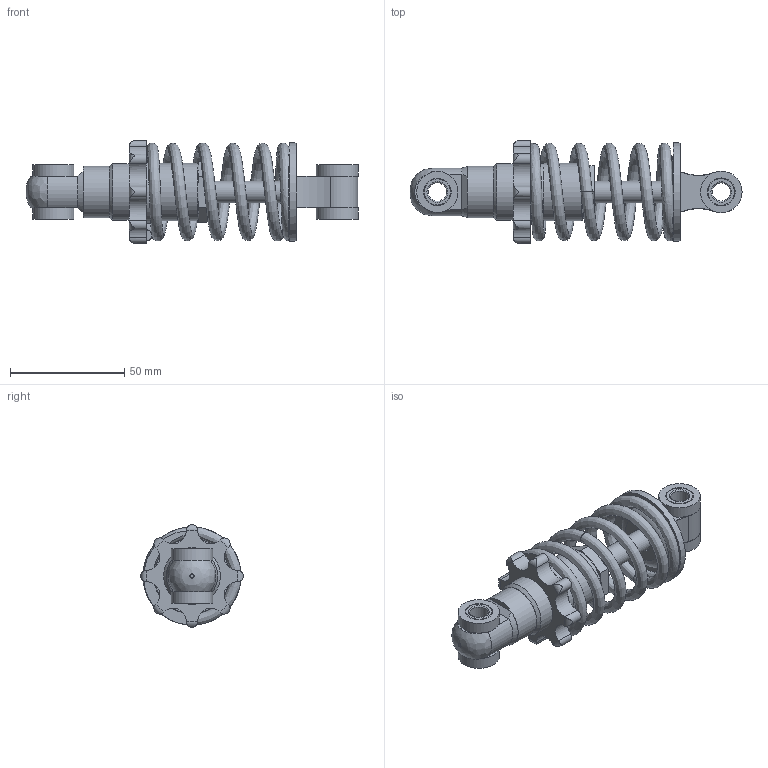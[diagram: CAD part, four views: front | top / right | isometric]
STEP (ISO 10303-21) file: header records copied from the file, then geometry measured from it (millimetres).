
FILE_DESCRIPTION(/* description */ (''),/* implementation_level */ '2;1');
FILE_NAME(/* name */ '125 mm Bike Rear Shock Absorber.step',/* time_stamp */ '2023-04-03T19:50:59-05:00',/* author */ (''),/* organization */ (''),/* preprocessor_version */ 'ST-DEVELOPER v19.2',/* originating_system */ 'Autodesk Translation Framework v11.17.0.187',/* authorisation */ '');
FILE_SCHEMA (('AUTOMOTIVE_DESIGN { 1 0 10303 214 3 1 1 }'));
Length unit declared in the file: millimetre
Products named in the file (10): 125 mm Bike Rear Shock Absorber; Nut; Main Body; Bolt; Second Body; Cap; 9657K569_Compression Spring; Component8; Component9; Adjust Nut
Assembly tree (9 placements, depth 3):
  125 mm Bike Rear Shock Absorber
    Nut
    Main Body
    Bolt
    Second Body
    Cap
    9657K569_Compression Spring
      Component8
      Component9
    Adjust Nut
Bounding box: 145.22 x 45 x 45 mm (x, y, z)
Volume: 53210.6 mm3; surface area: 43048.3 mm2
Topology: 19 solids, 19 shells, 177 faces, 378 edges, 243 vertices
Faces by surface type: plane 64, cylinder 62, torus 26, cone 12, sphere 8, bspline 5
Full cylindrical faces by diameter (mm): 8 x1, 8.08 x1, 8.526 x1, 8.866 x1, 9.5 x1, 9.85 x2, 10.5 x1, 11.62 x4, 12.05 x4, 18.05 x2, 18.2 x2, 18.85 x1, 19.884 x1, 20.33 x2, 22.51 x1, 23.022 x1, 24.526 x1, 24.85 x1, 25 x1, 27.17 x1
Entity records: 9150 total; most frequent: CARTESIAN_POINT 4905, DIRECTION 893, ORIENTED_EDGE 754, AXIS2_PLACEMENT_3D 384, EDGE_CURVE 377, VERTEX_POINT 243, EDGE_LOOP 214, CIRCLE 185
